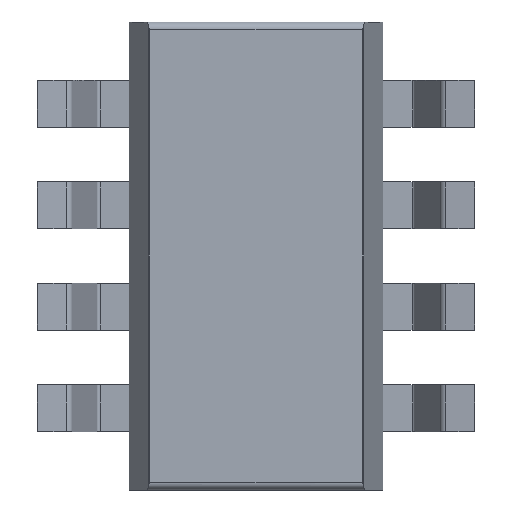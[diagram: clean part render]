
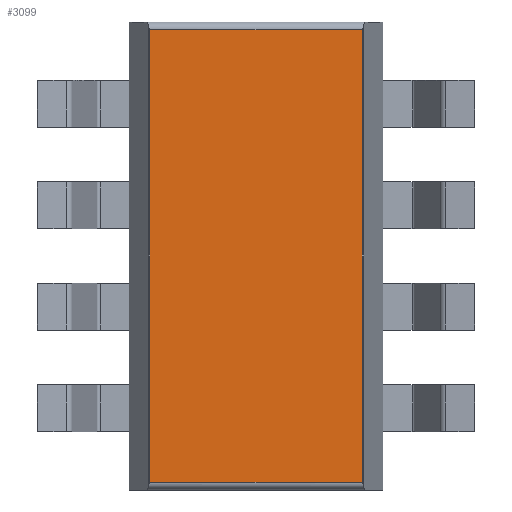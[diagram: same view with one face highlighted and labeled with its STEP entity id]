
A CAD part, front view. The second image highlights one B-rep face of the part: STEP entity #3099.
In plain terms, the highlighted planar face has unit normal (0, -1, 0).
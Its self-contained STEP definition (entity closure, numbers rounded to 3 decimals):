
#3003 = VERTEX_POINT ( 'NONE', #4394 ) ;
#3004 = ORIENTED_EDGE ( 'NONE', *, *, #3005, .F. ) ;
#3005 = EDGE_CURVE ( 'NONE', #3006, #3003, #4389, .T. ) ;
#3006 = VERTEX_POINT ( 'NONE', #4385 ) ;
#3051 = ORIENTED_EDGE ( 'NONE', *, *, #3052, .T. ) ;
#3052 = EDGE_CURVE ( 'NONE', #3006, #3096, #4430, .T. ) ;
#3093 = VERTEX_POINT ( 'NONE', #4600 ) ;
#3095 = EDGE_CURVE ( 'NONE', #3096, #3093, #4599, .T. ) ;
#3096 = VERTEX_POINT ( 'NONE', #4581 ) ;
#3099 = ADVANCED_FACE ( 'NONE', ( #4578 ), #4577, .F. ) ;
#3100 = EDGE_LOOP ( 'NONE', ( #3101, #3102, #3004, #3051 ) ) ;
#3101 = ORIENTED_EDGE ( 'NONE', *, *, #3095, .T. ) ;
#3102 = ORIENTED_EDGE ( 'NONE', *, *, #3103, .T. ) ;
#3103 = EDGE_CURVE ( 'NONE', #3093, #3003, #4612, .T. ) ;
#4385 = CARTESIAN_POINT ( 'NONE',  ( 0.681, 0.007, 1.45 ) ) ;
#4386 = DIRECTION ( 'NONE',  ( 0., 0., -1. ) ) ;
#4387 = VECTOR ( 'NONE', #4386, 1000. ) ;
#4388 = CARTESIAN_POINT ( 'NONE',  ( 0.681, 0.007, 1.5 ) ) ;
#4389 = LINE ( 'NONE', #4388, #4387 ) ;
#4394 = CARTESIAN_POINT ( 'NONE',  ( 0.681, 0.007, -1.45 ) ) ;
#4429 = CARTESIAN_POINT ( 'NONE',  ( -0.681, 0.008, 1.45 ) ) ;
#4430 = LINE ( 'NONE', #4429, #4486 ) ;
#4485 = DIRECTION ( 'NONE',  ( -1., 0., 0. ) ) ;
#4486 = VECTOR ( 'NONE', #4485, 1000. ) ;
#4577 = PLANE ( 'NONE',  #4626 ) ;
#4578 = FACE_OUTER_BOUND ( 'NONE', #3100, .T. ) ;
#4581 = CARTESIAN_POINT ( 'NONE',  ( -0.681, 0.008, 1.45 ) ) ;
#4595 = DIRECTION ( 'NONE',  ( 0., 0., -1. ) ) ;
#4596 = VECTOR ( 'NONE', #4595, 1000. ) ;
#4597 = CARTESIAN_POINT ( 'NONE',  ( -0.681, 0.008, 1.5 ) ) ;
#4599 = LINE ( 'NONE', #4597, #4596 ) ;
#4600 = CARTESIAN_POINT ( 'NONE',  ( -0.681, 0.008, -1.45 ) ) ;
#4609 = DIRECTION ( 'NONE',  ( 1., 0., 0. ) ) ;
#4610 = VECTOR ( 'NONE', #4609, 1000. ) ;
#4611 = CARTESIAN_POINT ( 'NONE',  ( -0.681, 0.008, -1.45 ) ) ;
#4612 = LINE ( 'NONE', #4611, #4610 ) ;
#4613 = DIRECTION ( 'NONE',  ( 0., 0., 1. ) ) ;
#4614 = DIRECTION ( 'NONE',  ( 0., 1., 0. ) ) ;
#4626 = AXIS2_PLACEMENT_3D ( 'NONE', #4627, #4614, #4613 ) ;
#4627 = CARTESIAN_POINT ( 'NONE',  ( -0.681, 0.008, 1.5 ) ) ;
